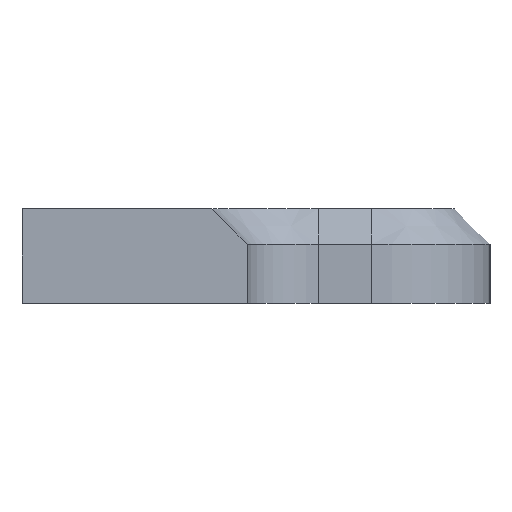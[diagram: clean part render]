
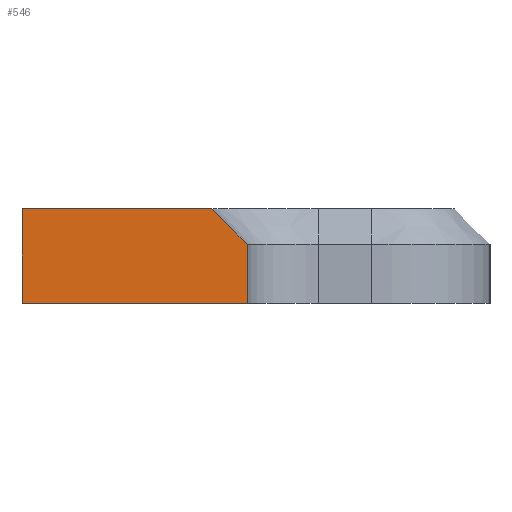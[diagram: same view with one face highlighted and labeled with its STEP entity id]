
A CAD part, left-side view. The second image highlights one B-rep face of the part: STEP entity #546.
In plain terms, the highlighted planar face has unit normal (-1, 0, 0).
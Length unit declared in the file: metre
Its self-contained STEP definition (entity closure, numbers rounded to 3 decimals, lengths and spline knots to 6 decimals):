
#48=ORIENTED_EDGE('',*,*,#206,.F.);
#49=ORIENTED_EDGE('',*,*,#207,.T.);
#50=ORIENTED_EDGE('',*,*,#208,.T.);
#51=ORIENTED_EDGE('',*,*,#209,.T.);
#52=ORIENTED_EDGE('',*,*,#210,.F.);
#206=EDGE_CURVE('',#285,#286,#335,.T.);
#207=EDGE_CURVE('',#285,#287,#336,.T.);
#208=EDGE_CURVE('',#287,#288,#337,.T.);
#209=EDGE_CURVE('',#288,#289,#338,.T.);
#210=EDGE_CURVE('',#286,#289,#339,.T.);
#285=VERTEX_POINT('',#819);
#286=VERTEX_POINT('',#820);
#287=VERTEX_POINT('',#822);
#288=VERTEX_POINT('',#824);
#289=VERTEX_POINT('',#826);
#335=LINE('',#818,#392);
#336=LINE('',#821,#393);
#337=LINE('',#823,#394);
#338=LINE('',#825,#395);
#339=LINE('',#827,#396);
#392=VECTOR('',#651,1.);
#393=VECTOR('',#652,1.);
#394=VECTOR('',#653,1.);
#395=VECTOR('',#654,1.);
#396=VECTOR('',#655,1.);
#449=EDGE_LOOP('',(#48,#49,#50,#51,#52));
#488=FACE_BOUND('',#449,.T.);
#527=PLANE('',#592);
#546=ADVANCED_FACE('',(#488),#527,.T.);
#592=AXIS2_PLACEMENT_3D('',#817,#649,#650);
#649=DIRECTION('',(-1.,0.,0.));
#650=DIRECTION('',(0.,0.,1.));
#651=DIRECTION('',(0.,0.,-1.));
#652=DIRECTION('',(0.,0.707,0.707));
#653=DIRECTION('',(0.,1.,0.));
#654=DIRECTION('',(0.,0.,-1.));
#655=DIRECTION('',(0.,1.,0.));
#817=CARTESIAN_POINT('',(-0.068875,0.06275,-0.022));
#818=CARTESIAN_POINT('',(-0.068875,0.058,-0.022));
#819=CARTESIAN_POINT('',(-0.068875,0.058,-0.0235));
#820=CARTESIAN_POINT('',(-0.068875,0.058,-0.026));
#821=CARTESIAN_POINT('',(-0.068875,0.061125,-0.020375));
#822=CARTESIAN_POINT('',(-0.068875,0.0595,-0.022));
#823=CARTESIAN_POINT('',(-0.068875,0.06275,-0.022));
#824=CARTESIAN_POINT('',(-0.068875,0.0675,-0.022));
#825=CARTESIAN_POINT('',(-0.068875,0.0675,-0.022));
#826=CARTESIAN_POINT('',(-0.068875,0.0675,-0.026));
#827=CARTESIAN_POINT('',(-0.068875,0.06275,-0.026));
